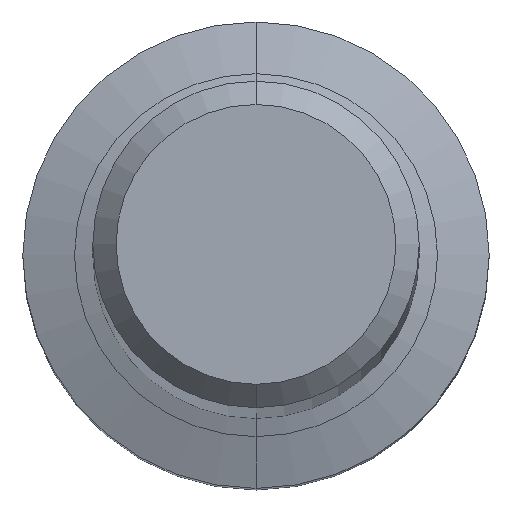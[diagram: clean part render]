
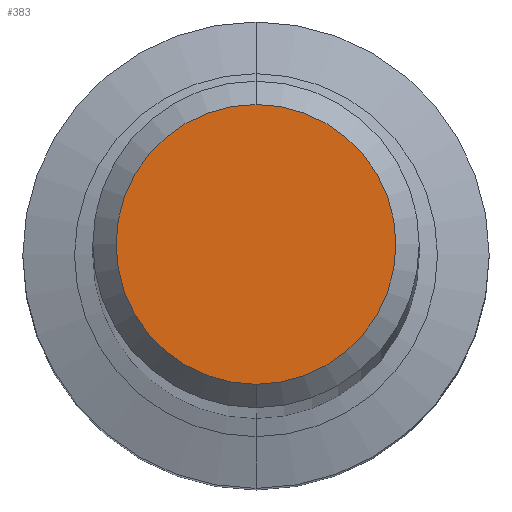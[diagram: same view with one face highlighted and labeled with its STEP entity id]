
A CAD part, top view. The second image highlights one B-rep face of the part: STEP entity #383.
In plain terms, the highlighted planar face has unit normal (0, 0, 1).
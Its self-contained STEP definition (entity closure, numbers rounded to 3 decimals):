
#281=EDGE_CURVE('',#363,#435,#645,.T.);
#289=EDGE_CURVE('',#435,#363,#655,.T.);
#363=VERTEX_POINT('',#736);
#383=ADVANCED_FACE('',(#758),#759,.T.);
#435=VERTEX_POINT('',#816);
#645=CIRCLE('',#1085,1.2);
#655=CIRCLE('',#1097,1.2);
#736=CARTESIAN_POINT('',(0.0,1.2,0.0));
#758=FACE_OUTER_BOUND('',#1319,.T.);
#759=PLANE('',#1320);
#816=CARTESIAN_POINT('',(0.,-1.2,0.0));
#1085=AXIS2_PLACEMENT_3D('',#1761,#1762,#1763);
#1097=AXIS2_PLACEMENT_3D('',#1775,#1776,#1777);
#1319=EDGE_LOOP('',(#1887,#1888));
#1320=AXIS2_PLACEMENT_3D('',#1889,#1890,#1891);
#1761=CARTESIAN_POINT('',(0.0,0.0,0.0));
#1762=DIRECTION('',(0.0,0.0,-1.0));
#1763=DIRECTION('',(0.0,1.0,0.0));
#1775=CARTESIAN_POINT('',(0.0,0.0,0.0));
#1776=DIRECTION('',(0.0,0.0,-1.0));
#1777=DIRECTION('',(0.0,1.0,0.0));
#1887=ORIENTED_EDGE('',*,*,#281,.F.);
#1888=ORIENTED_EDGE('',*,*,#289,.F.);
#1889=CARTESIAN_POINT('',(0.0,0.6,0.0));
#1890=DIRECTION('',(-0.0,0.0,1.0));
#1891=DIRECTION('',(0.0,-1.0,0.0));
